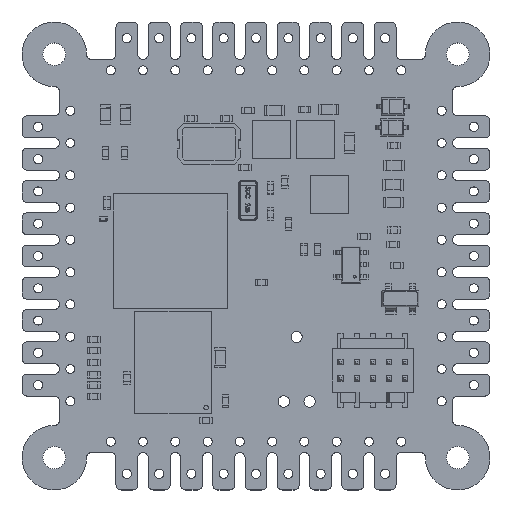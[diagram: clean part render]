
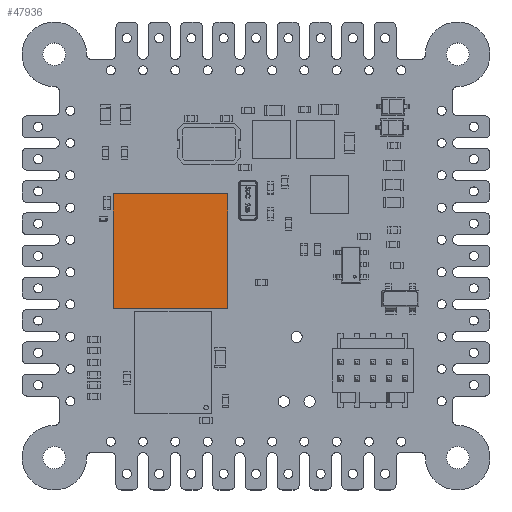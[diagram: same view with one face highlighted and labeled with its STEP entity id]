
A CAD part, top view. The second image highlights one B-rep face of the part: STEP entity #47936.
In plain terms, the highlighted planar face has unit normal (0, 0, 1).
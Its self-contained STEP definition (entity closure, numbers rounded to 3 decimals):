
#47807 = VERTEX_POINT('',#47808);
#47808 = CARTESIAN_POINT('',(-4.5,-4.5,0.85));
#47814 = EDGE_CURVE('',#47807,#47815,#47817,.T.);
#47815 = VERTEX_POINT('',#47816);
#47816 = CARTESIAN_POINT('',(-4.5,4.5,0.85));
#47817 = LINE('',#47818,#47819);
#47818 = CARTESIAN_POINT('',(-4.5,-4.5,0.85));
#47819 = VECTOR('',#47820,1.);
#47820 = DIRECTION('',(0.,1.,0.));
#47845 = EDGE_CURVE('',#47815,#47846,#47848,.T.);
#47846 = VERTEX_POINT('',#47847);
#47847 = CARTESIAN_POINT('',(4.5,4.5,0.85));
#47848 = LINE('',#47849,#47850);
#47849 = CARTESIAN_POINT('',(-4.5,4.5,0.85));
#47850 = VECTOR('',#47851,1.);
#47851 = DIRECTION('',(1.,0.,0.));
#47876 = EDGE_CURVE('',#47846,#47877,#47879,.T.);
#47877 = VERTEX_POINT('',#47878);
#47878 = CARTESIAN_POINT('',(4.5,-4.5,0.85));
#47879 = LINE('',#47880,#47881);
#47880 = CARTESIAN_POINT('',(4.5,4.5,0.85));
#47881 = VECTOR('',#47882,1.);
#47882 = DIRECTION('',(0.,-1.,0.));
#47907 = EDGE_CURVE('',#47877,#47807,#47908,.T.);
#47908 = LINE('',#47909,#47910);
#47909 = CARTESIAN_POINT('',(4.5,-4.5,0.85));
#47910 = VECTOR('',#47911,1.);
#47911 = DIRECTION('',(-1.,0.,0.));
#47936 = ADVANCED_FACE('',(#47937),#47943,.F.);
#47937 = FACE_BOUND('',#47938,.F.);
#47938 = EDGE_LOOP('',(#47939,#47940,#47941,#47942));
#47939 = ORIENTED_EDGE('',*,*,#47814,.T.);
#47940 = ORIENTED_EDGE('',*,*,#47845,.T.);
#47941 = ORIENTED_EDGE('',*,*,#47876,.T.);
#47942 = ORIENTED_EDGE('',*,*,#47907,.T.);
#47943 = PLANE('',#47944);
#47944 = AXIS2_PLACEMENT_3D('',#47945,#47946,#47947);
#47945 = CARTESIAN_POINT('',(0.,0.,
    0.85));
#47946 = DIRECTION('',(-0.,-0.,-1.));
#47947 = DIRECTION('',(-1.,0.,0.));
